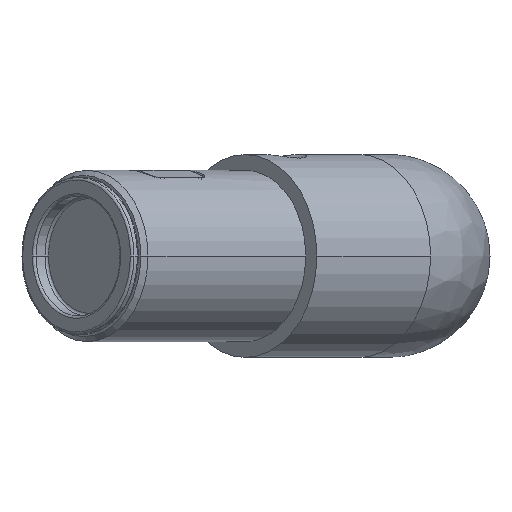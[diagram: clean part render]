
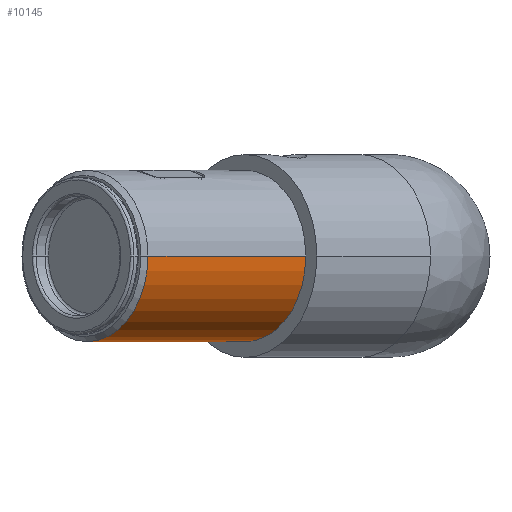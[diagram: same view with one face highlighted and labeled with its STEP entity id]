
A CAD part, left-side view. The second image highlights one B-rep face of the part: STEP entity #10145.
In plain terms, the highlighted cylindrical face has radius 16.9 mm (diameter 33.8 mm), a partial arc.
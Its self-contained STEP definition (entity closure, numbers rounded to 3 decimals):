
#638 = CIRCLE ( 'NONE', #7681, 16.9 ) ;
#1312 = DIRECTION ( 'NONE',  ( 0.707, 0.707, 0. ) ) ;
#1763 = VERTEX_POINT ( 'NONE', #12397 ) ;
#1839 = ORIENTED_EDGE ( 'NONE', *, *, #10319, .T. ) ;
#1980 = CARTESIAN_POINT ( 'NONE',  ( -56.334, 40.234, 0. ) ) ;
#2496 = LINE ( 'NONE', #7040, #8084 ) ;
#2978 = VERTEX_POINT ( 'NONE', #10119 ) ;
#3516 = ORIENTED_EDGE ( 'NONE', *, *, #5334, .T. ) ;
#3528 = CARTESIAN_POINT ( 'NONE',  ( -112.054, 48.154, 0. ) ) ;
#4076 = DIRECTION ( 'NONE',  ( 0.707, 0.707, 0. ) ) ;
#4088 = EDGE_CURVE ( 'NONE', #1763, #8139, #11911, .T. ) ;
#4398 = DIRECTION ( 'NONE',  ( 0.707, -0.707, 0. ) ) ;
#4506 = CIRCLE ( 'NONE', #5731, 16.9 ) ;
#5009 = CYLINDRICAL_SURFACE ( 'NONE', #5656, 16.9 ) ;
#5131 = DIRECTION ( 'NONE',  ( 0.707, -0.707, 0. ) ) ;
#5334 = EDGE_CURVE ( 'NONE', #5342, #8139, #4506, .T. ) ;
#5342 = VERTEX_POINT ( 'NONE', #1980 ) ;
#5656 = AXIS2_PLACEMENT_3D ( 'NONE', #11578, #6027, #4076 ) ;
#5731 = AXIS2_PLACEMENT_3D ( 'NONE', #8659, #6775, #9599 ) ;
#6027 = DIRECTION ( 'NONE',  ( 0.707, -0.707, 0. ) ) ;
#6273 = DIRECTION ( 'NONE',  ( 0.707, -0.707, 0. ) ) ;
#6742 = VECTOR ( 'NONE', #4398, 1000. ) ;
#6775 = DIRECTION ( 'NONE',  ( -0.707, 0.707, 0. ) ) ;
#6954 = EDGE_LOOP ( 'NONE', ( #10066, #10487, #1839, #3516 ) ) ;
#7040 = CARTESIAN_POINT ( 'NONE',  ( -88.154, 72.054, 0. ) ) ;
#7681 = AXIS2_PLACEMENT_3D ( 'NONE', #11947, #5131, #1312 ) ;
#8084 = VECTOR ( 'NONE', #6273, 1000. ) ;
#8139 = VERTEX_POINT ( 'NONE', #11043 ) ;
#8659 = CARTESIAN_POINT ( 'NONE',  ( -68.284, 28.284, 0. ) ) ;
#9599 = DIRECTION ( 'NONE',  ( 0.707, 0.707, 0. ) ) ;
#10066 = ORIENTED_EDGE ( 'NONE', *, *, #4088, .F. ) ;
#10119 = CARTESIAN_POINT ( 'NONE',  ( -87.447, 71.347, 0. ) ) ;
#10145 = ADVANCED_FACE ( 'NONE', ( #10556 ), #5009, .T. ) ;
#10319 = EDGE_CURVE ( 'NONE', #2978, #5342, #2496, .T. ) ;
#10487 = ORIENTED_EDGE ( 'NONE', *, *, #10781, .T. ) ;
#10556 = FACE_OUTER_BOUND ( 'NONE', #6954, .T. ) ;
#10781 = EDGE_CURVE ( 'NONE', #1763, #2978, #638, .T. ) ;
#11043 = CARTESIAN_POINT ( 'NONE',  ( -80.234, 16.334, 0. ) ) ;
#11578 = CARTESIAN_POINT ( 'NONE',  ( -100.104, 60.104, 0. ) ) ;
#11911 = LINE ( 'NONE', #3528, #6742 ) ;
#11947 = CARTESIAN_POINT ( 'NONE',  ( -99.397, 59.397, 0. ) ) ;
#12397 = CARTESIAN_POINT ( 'NONE',  ( -111.347, 47.447, 0. ) ) ;
